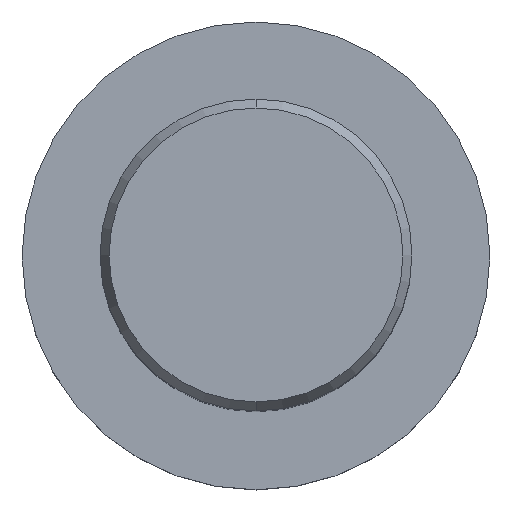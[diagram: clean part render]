
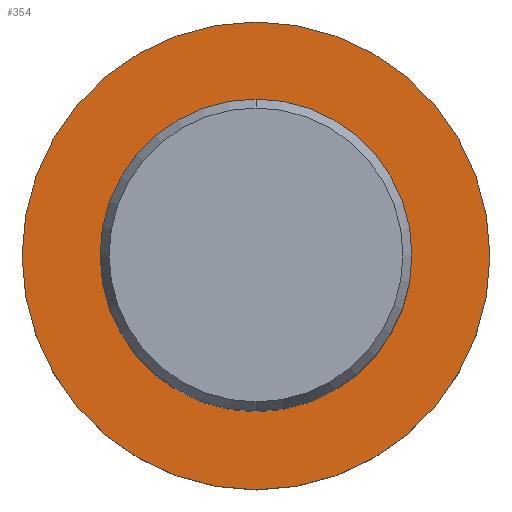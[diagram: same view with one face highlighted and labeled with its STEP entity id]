
A CAD part, top view. The second image highlights one B-rep face of the part: STEP entity #354.
In plain terms, the highlighted planar face has unit normal (0, 0, 1).
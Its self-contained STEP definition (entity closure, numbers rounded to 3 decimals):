
#228=VERTEX_POINT('',#596);
#242=VERTEX_POINT('',#611);
#284=VERTEX_POINT('',#660);
#308=EDGE_CURVE('',#242,#228,#684,.T.);
#354=ADVANCED_FACE('',(#733,#734),#735,.T.);
#370=EDGE_CURVE('',#228,#242,#753,.T.);
#372=EDGE_CURVE('',#284,#382,#755,.T.);
#374=EDGE_CURVE('',#382,#284,#757,.T.);
#382=VERTEX_POINT('',#766);
#596=CARTESIAN_POINT('',(0.0,30.0,-70.0));
#611=CARTESIAN_POINT('',(0.,-30.0,-70.0));
#660=CARTESIAN_POINT('',(0.0,20.0,-70.0));
#684=CIRCLE('',#1137,30.0);
#733=FACE_BOUND('',#1274,.T.);
#734=FACE_OUTER_BOUND('',#1275,.T.);
#735=PLANE('',#1276);
#753=CIRCLE('',#1316,30.0);
#755=CIRCLE('',#1319,20.0);
#757=CIRCLE('',#1322,20.0);
#766=CARTESIAN_POINT('',(0.,-20.0,-70.0));
#1137=AXIS2_PLACEMENT_3D('',#1875,#1876,#1877);
#1274=EDGE_LOOP('',(#1921,#1922));
#1275=EDGE_LOOP('',(#1923,#1924));
#1276=AXIS2_PLACEMENT_3D('',#1925,#1926,#1927);
#1316=AXIS2_PLACEMENT_3D('',#1947,#1948,#1949);
#1319=AXIS2_PLACEMENT_3D('',#1950,#1951,#1952);
#1322=AXIS2_PLACEMENT_3D('',#1953,#1954,#1955);
#1875=CARTESIAN_POINT('',(0.0,0.0,-70.0));
#1876=DIRECTION('',(0.0,0.0,-1.0));
#1877=DIRECTION('',(0.0,1.0,0.0));
#1921=ORIENTED_EDGE('',*,*,#372,.T.);
#1922=ORIENTED_EDGE('',*,*,#374,.T.);
#1923=ORIENTED_EDGE('',*,*,#370,.F.);
#1924=ORIENTED_EDGE('',*,*,#308,.F.);
#1925=CARTESIAN_POINT('',(0.0,15.0,-70.0));
#1926=DIRECTION('',(-0.0,0.0,1.0));
#1927=DIRECTION('',(0.0,-1.0,0.0));
#1947=CARTESIAN_POINT('',(0.0,0.0,-70.0));
#1948=DIRECTION('',(0.0,0.0,-1.0));
#1949=DIRECTION('',(0.0,1.0,0.0));
#1950=CARTESIAN_POINT('',(0.0,0.0,-70.0));
#1951=DIRECTION('',(-0.0,0.0,-1.0));
#1952=DIRECTION('',(0.0,1.0,0.0));
#1953=CARTESIAN_POINT('',(0.0,0.0,-70.0));
#1954=DIRECTION('',(-0.0,0.0,-1.0));
#1955=DIRECTION('',(0.0,1.0,0.0));
